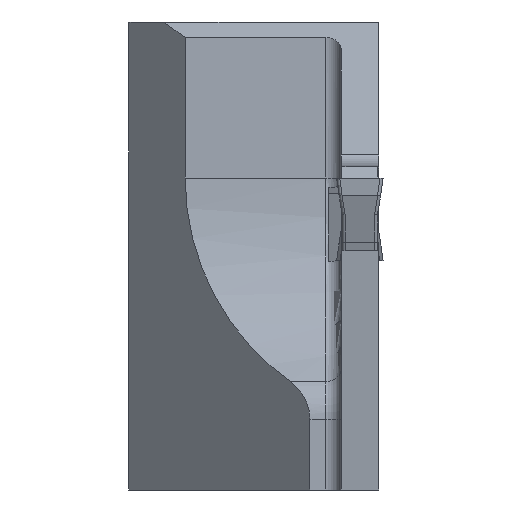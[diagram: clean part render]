
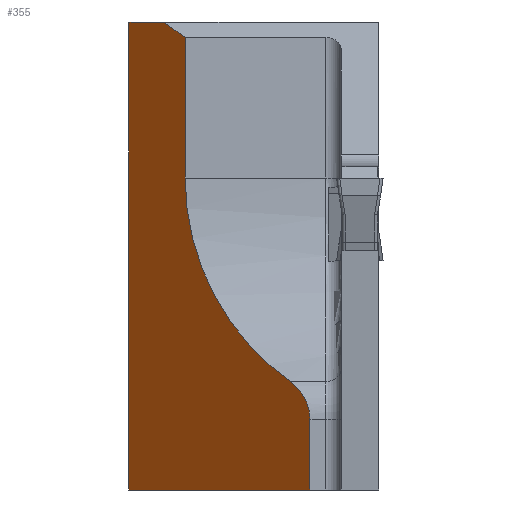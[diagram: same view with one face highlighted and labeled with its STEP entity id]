
A CAD part, left-side view. The second image highlights one B-rep face of the part: STEP entity #355.
In plain terms, the highlighted planar face has unit normal (-0.707, 0.707, 0).
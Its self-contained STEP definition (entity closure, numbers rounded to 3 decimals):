
#293=ELLIPSE('',#1654,4.243,3.);
#294=ELLIPSE('',#1657,22.627,16.);
#355=ADVANCED_FACE('',(#485),#423,.F.);
#423=PLANE('',#1672);
#485=FACE_OUTER_BOUND('',#560,.T.);
#560=EDGE_LOOP('',(#787,#788,#789,#790,#791,#792,#793,#794));
#787=ORIENTED_EDGE('',*,*,#1215,.F.);
#788=ORIENTED_EDGE('',*,*,#1224,.T.);
#789=ORIENTED_EDGE('',*,*,#1158,.F.);
#790=ORIENTED_EDGE('',*,*,#1162,.F.);
#791=ORIENTED_EDGE('',*,*,#1155,.F.);
#792=ORIENTED_EDGE('',*,*,#1205,.F.);
#793=ORIENTED_EDGE('',*,*,#1208,.F.);
#794=ORIENTED_EDGE('',*,*,#1211,.F.);
#1030=VERTEX_POINT('',#2185);
#1031=VERTEX_POINT('',#2187);
#1033=VERTEX_POINT('',#2193);
#1034=VERTEX_POINT('',#2194);
#1058=VERTEX_POINT('',#2285);
#1060=VERTEX_POINT('',#2291);
#1062=VERTEX_POINT('',#2297);
#1064=VERTEX_POINT('',#2304);
#1155=EDGE_CURVE('',#1030,#1031,#1342,.T.);
#1158=EDGE_CURVE('',#1033,#1034,#1345,.T.);
#1162=EDGE_CURVE('',#1031,#1033,#1349,.T.);
#1205=EDGE_CURVE('',#1058,#1030,#1389,.T.);
#1208=EDGE_CURVE('',#1060,#1058,#293,.T.);
#1211=EDGE_CURVE('',#1062,#1060,#294,.T.);
#1215=EDGE_CURVE('',#1064,#1062,#1395,.T.);
#1224=EDGE_CURVE('',#1064,#1034,#1397,.T.);
#1342=LINE('',#2186,#1491);
#1345=LINE('',#2192,#1494);
#1349=LINE('',#2200,#1498);
#1389=LINE('',#2286,#1538);
#1395=LINE('',#2305,#1544);
#1397=LINE('',#2350,#1546);
#1491=VECTOR('',#1781,1.);
#1494=VECTOR('',#1786,1.);
#1498=VECTOR('',#1792,1.);
#1538=VECTOR('',#1878,1.);
#1544=VECTOR('',#1898,1.);
#1546=VECTOR('',#1924,1.);
#1654=AXIS2_PLACEMENT_3D('',#2292,#1883,#1884);
#1657=AXIS2_PLACEMENT_3D('',#2298,#1890,#1891);
#1672=AXIS2_PLACEMENT_3D('',#2351,#1925,#1926);
#1781=DIRECTION('',(0.707,0.707,0.));
#1786=DIRECTION('',(-0.707,-0.707,0.));
#1792=DIRECTION('',(0.,0.,1.));
#1878=DIRECTION('',(0.,0.,-1.));
#1883=DIRECTION('',(0.707,-0.707,0.));
#1884=DIRECTION('',(-0.707,-0.707,0.));
#1890=DIRECTION('',(-0.707,0.707,0.));
#1891=DIRECTION('',(-0.707,-0.707,0.));
#1898=DIRECTION('',(0.,0.,-1.));
#1924=DIRECTION('',(0.629,0.629,0.457));
#1925=DIRECTION('',(0.707,-0.707,0.));
#1926=DIRECTION('',(0.707,0.707,0.));
#2185=CARTESIAN_POINT('',(8.,-11.6,-20.));
#2186=CARTESIAN_POINT('',(8.,-11.6,-20.));
#2187=CARTESIAN_POINT('',(19.6,0.,-20.));
#2192=CARTESIAN_POINT('',(8.,-11.6,10.));
#2193=CARTESIAN_POINT('',(19.6,0.,10.));
#2194=CARTESIAN_POINT('',(17.367,-2.233,10.));
#2200=CARTESIAN_POINT('',(19.6,0.,-22.));
#2285=CARTESIAN_POINT('',(8.,-11.6,-15.492));
#2286=CARTESIAN_POINT('',(8.,-11.6,-22.));
#2291=CARTESIAN_POINT('',(9.263,-10.337,-13.046));
#2292=CARTESIAN_POINT('',(11.,-8.6,-15.492));
#2297=CARTESIAN_POINT('',(16.,-3.6,0.));
#2298=CARTESIAN_POINT('',(0.,-19.6,0.));
#2304=CARTESIAN_POINT('',(16.,-3.6,9.007));
#2305=CARTESIAN_POINT('',(16.,-3.6,-22.));
#2350=CARTESIAN_POINT('',(10.118,-9.482,4.733));
#2351=CARTESIAN_POINT('',(8.,-11.6,-22.));
